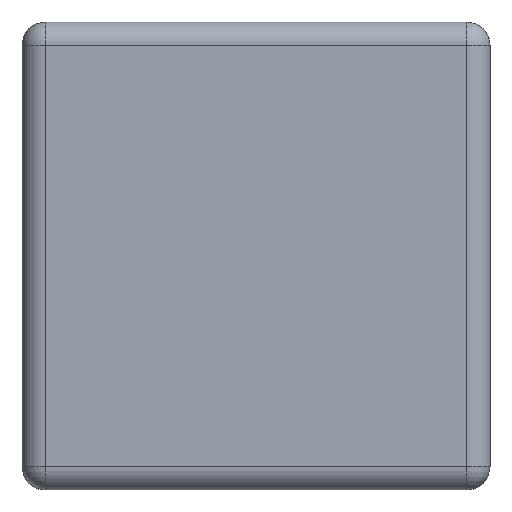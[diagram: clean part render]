
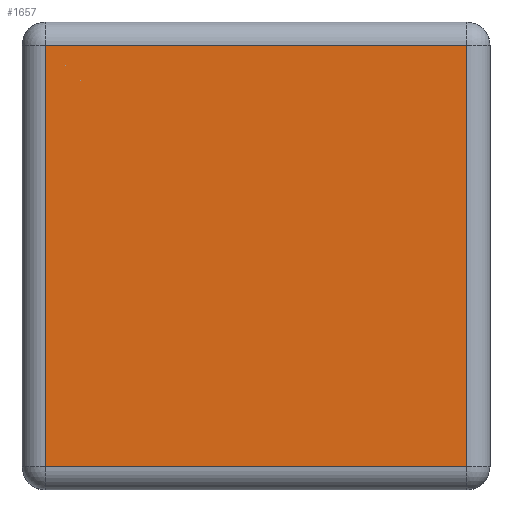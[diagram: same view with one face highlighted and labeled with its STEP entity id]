
A CAD part, left-side view. The second image highlights one B-rep face of the part: STEP entity #1657.
In plain terms, the highlighted planar face has unit normal (-1, 0, 0).
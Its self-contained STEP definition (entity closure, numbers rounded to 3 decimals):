
#1493 = EDGE_CURVE('',#1494,#1496,#1498,.T.);
#1494 = VERTEX_POINT('',#1495);
#1495 = CARTESIAN_POINT('',(-0.8,-0.36,0.04));
#1496 = VERTEX_POINT('',#1497);
#1497 = CARTESIAN_POINT('',(-0.8,-0.36,0.76));
#1498 = LINE('',#1499,#1500);
#1499 = CARTESIAN_POINT('',(-0.8,-0.36,0.));
#1500 = VECTOR('',#1501,1.);
#1501 = DIRECTION('',(0.,0.,1.));
#1561 = VERTEX_POINT('',#1562);
#1562 = CARTESIAN_POINT('',(-0.8,0.36,0.04));
#1571 = EDGE_CURVE('',#1561,#1494,#1572,.T.);
#1572 = LINE('',#1573,#1574);
#1573 = CARTESIAN_POINT('',(-0.8,0.4,0.04));
#1574 = VECTOR('',#1575,1.);
#1575 = DIRECTION('',(0.,-1.,0.));
#1586 = VERTEX_POINT('',#1587);
#1587 = CARTESIAN_POINT('',(-0.8,0.36,0.76));
#1596 = EDGE_CURVE('',#1586,#1496,#1597,.T.);
#1597 = LINE('',#1598,#1599);
#1598 = CARTESIAN_POINT('',(-0.8,0.4,0.76));
#1599 = VECTOR('',#1600,1.);
#1600 = DIRECTION('',(0.,-1.,0.));
#1646 = EDGE_CURVE('',#1561,#1586,#1647,.T.);
#1647 = LINE('',#1648,#1649);
#1648 = CARTESIAN_POINT('',(-0.8,0.36,0.));
#1649 = VECTOR('',#1650,1.);
#1650 = DIRECTION('',(0.,0.,1.));
#1657 = ADVANCED_FACE('',(#1658),#1664,.F.);
#1658 = FACE_BOUND('',#1659,.F.);
#1659 = EDGE_LOOP('',(#1660,#1661,#1662,#1663));
#1660 = ORIENTED_EDGE('',*,*,#1646,.T.);
#1661 = ORIENTED_EDGE('',*,*,#1596,.T.);
#1662 = ORIENTED_EDGE('',*,*,#1493,.F.);
#1663 = ORIENTED_EDGE('',*,*,#1571,.F.);
#1664 = PLANE('',#1665);
#1665 = AXIS2_PLACEMENT_3D('',#1666,#1667,#1668);
#1666 = CARTESIAN_POINT('',(-0.8,0.4,0.));
#1667 = DIRECTION('',(1.,0.,0.));
#1668 = DIRECTION('',(0.,-1.,0.));
